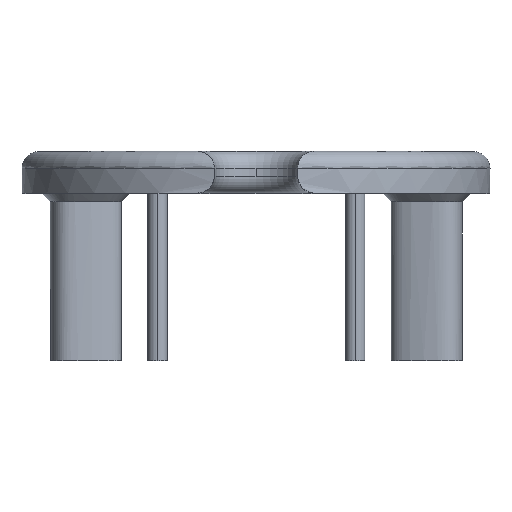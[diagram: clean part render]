
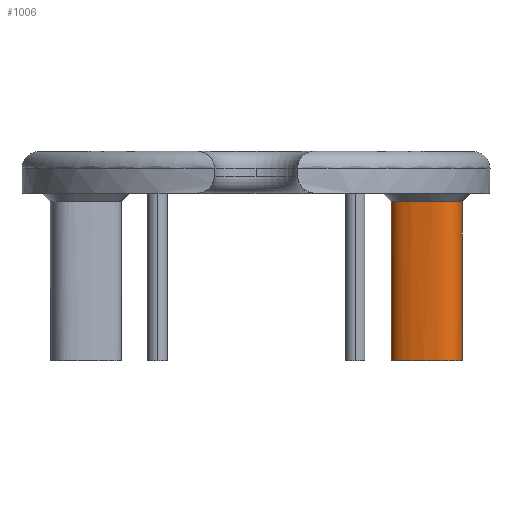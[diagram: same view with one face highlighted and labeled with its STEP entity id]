
A CAD part, top view. The second image highlights one B-rep face of the part: STEP entity #1006.
In plain terms, the highlighted free-form (B-spline) face has degree [3, 1] with [13, 2] control points.
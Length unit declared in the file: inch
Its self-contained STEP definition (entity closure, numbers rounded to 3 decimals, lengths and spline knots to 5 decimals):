
#13 = CARTESIAN_POINT ( 'NONE',  ( 1.23572, -0.05, -0.02218 ) ) ;
#93 = CARTESIAN_POINT ( 'NONE',  ( 1.12697, -0.05, 0.15526 ) ) ;
#104 = ORIENTED_EDGE ( 'NONE', *, *, #163, .F. ) ;
#146 = CARTESIAN_POINT ( 'NONE',  ( 0.8099, -1., -0.00437 ) ) ;
#163 = EDGE_CURVE ( 'NONE', #228, #815, #2799, .T. ) ;
#194 = CARTESIAN_POINT ( 'NONE',  ( 0.81033, -0.05, 0.01966 ) ) ;
#228 = VERTEX_POINT ( 'NONE', #146 ) ;
#278 = CARTESIAN_POINT ( 'NONE',  ( 1.23638, -0.05, 0.01999 ) ) ;
#335 = CARTESIAN_POINT ( 'NONE',  ( 0.84447, -0.05, 0.07642 ) ) ;
#339 = CARTESIAN_POINT ( 'NONE',  ( 0.84447, -1., 0.07642 ) ) ;
#357 = CARTESIAN_POINT ( 'NONE',  ( 0.99865, -0.05, 0.13662 ) ) ;
#368 = EDGE_CURVE ( 'NONE', #387, #1119, #3645, .T. ) ;
#387 = VERTEX_POINT ( 'NONE', #2437 ) ;
#420 = CARTESIAN_POINT ( 'NONE',  ( 0.99865, -1., 0.13662 ) ) ;
#546 = FACE_OUTER_BOUND ( 'NONE', #1134, .T. ) ;
#563 = CARTESIAN_POINT ( 'NONE',  ( 1.23572, -1., -0.02218 ) ) ;
#580 = CARTESIAN_POINT ( 'NONE',  ( 1.21991, -0.05, 0.07916 ) ) ;
#641 = CARTESIAN_POINT ( 'NONE',  ( 1.18737, -0.05, 0.12412 ) ) ;
#646 = EDGE_CURVE ( 'NONE', #387, #228, #3382, .T. ) ;
#658 = CARTESIAN_POINT ( 'NONE',  ( 0.8099, -1., -0.00437 ) ) ;
#713 = B_SPLINE_CURVE_WITH_KNOTS ( 'NONE', 3,
 ( #1841, #2989, #1556, #1317, #641, #2952, #357, #1518, #1239, #1336, #194, #1391, #3398 ),
 .UNSPECIFIED., .F., .F.,
 ( 4, 1, 1, 1, 1, 1, 1, 1, 1, 1, 4 ),
 ( 0.51725, 0.53125, 0.5625, 0.59375, 0.625, 0.6875, 0.75, 0.8125, 0.875, 0.9375, 1. ),
 .UNSPECIFIED. ) ;
#733 = CARTESIAN_POINT ( 'NONE',  ( 0.8099, -1., -0.00437 ) ) ;
#754 = CARTESIAN_POINT ( 'NONE',  ( 1.23246, -1., -0.04217 ) ) ;
#815 = VERTEX_POINT ( 'NONE', #1574 ) ;
#875 = B_SPLINE_CURVE_WITH_KNOTS ( 'NONE', 3,
 ( #2292, #2040, #2597, #3444 ),
 .UNSPECIFIED., .F., .F.,
 ( 4, 4 ),
 ( 0.5, 0.51725 ),
 .UNSPECIFIED. ) ;
#932 = CARTESIAN_POINT ( 'NONE',  ( 0.81893, -1., 0.04624 ) ) ;
#937 = CARTESIAN_POINT ( 'NONE',  ( 1.23638, -1., 0.01999 ) ) ;
#992 = CARTESIAN_POINT ( 'NONE',  ( 1.21991, -1., 0.07916 ) ) ;
#1006 = ADVANCED_FACE ( 'NONE', ( #546 ), #2831, .F. ) ;
#1119 = VERTEX_POINT ( 'NONE', #1516 ) ;
#1134 = EDGE_LOOP ( 'NONE', ( #1432, #3001, #2853, #2629, #104 ) ) ;
#1197 = CARTESIAN_POINT ( 'NONE',  ( 0.81005, -0.05, 0.00347 ) ) ;
#1236 = CARTESIAN_POINT ( 'NONE',  ( 0.81005, -1., 0.00347 ) ) ;
#1239 = CARTESIAN_POINT ( 'NONE',  ( 0.84447, -0.05, 0.07642 ) ) ;
#1259 = CARTESIAN_POINT ( 'NONE',  ( 1.23246, -1., -0.04217 ) ) ;
#1270 = CARTESIAN_POINT ( 'NONE',  ( 1.12697, -1., 0.15526 ) ) ;
#1317 = CARTESIAN_POINT ( 'NONE',  ( 1.21991, -0.05, 0.07916 ) ) ;
#1336 = CARTESIAN_POINT ( 'NONE',  ( 0.81893, -0.05, 0.04624 ) ) ;
#1391 = CARTESIAN_POINT ( 'NONE',  ( 0.81005, -0.05, 0.00347 ) ) ;
#1432 = ORIENTED_EDGE ( 'NONE', *, *, #646, .F. ) ;
#1497 = CARTESIAN_POINT ( 'NONE',  ( 0.81033, -1., 0.01966 ) ) ;
#1516 = CARTESIAN_POINT ( 'NONE',  ( 1.23246, -0.05, -0.04217 ) ) ;
#1518 = CARTESIAN_POINT ( 'NONE',  ( 0.90141, -0.05, 0.10875 ) ) ;
#1520 = CARTESIAN_POINT ( 'NONE',  ( 0.8099, -1., -0.00437 ) ) ;
#1536 = CARTESIAN_POINT ( 'NONE',  ( 0.99865, -1., 0.13662 ) ) ;
#1554 = CARTESIAN_POINT ( 'NONE',  ( 0.8099, -0.05, -0.00437 ) ) ;
#1556 = CARTESIAN_POINT ( 'NONE',  ( 1.23335, -0.05, 0.03088 ) ) ;
#1574 = CARTESIAN_POINT ( 'NONE',  ( 0.8099, -0.05, -0.00437 ) ) ;
#1620 = DIRECTION ( 'NONE',  ( 0., 1., 0. ) ) ;
#1703 = CARTESIAN_POINT ( 'NONE',  ( 1.23246, -1., -0.04217 ) ) ;
#1722 = CARTESIAN_POINT ( 'NONE',  ( 1.23638, -1., 0.01999 ) ) ;
#1750 = EDGE_CURVE ( 'NONE', #2574, #815, #713, .T. ) ;
#1781 = CARTESIAN_POINT ( 'NONE',  ( 0.84447, -1., 0.07642 ) ) ;
#1803 = CARTESIAN_POINT ( 'NONE',  ( 1.18737, -0.05, 0.12412 ) ) ;
#1841 = CARTESIAN_POINT ( 'NONE',  ( 1.23518, -0.05, -0.00837 ) ) ;
#1861 = CARTESIAN_POINT ( 'NONE',  ( 1.18737, -1., 0.12412 ) ) ;
#1959 = CARTESIAN_POINT ( 'NONE',  ( 1.23518, -0.05, -0.00837 ) ) ;
#2040 = CARTESIAN_POINT ( 'NONE',  ( 1.23426, -0.05, -0.03114 ) ) ;
#2086 = CARTESIAN_POINT ( 'NONE',  ( 0.81893, -1., 0.04624 ) ) ;
#2292 = CARTESIAN_POINT ( 'NONE',  ( 1.23246, -0.05, -0.04217 ) ) ;
#2372 = CARTESIAN_POINT ( 'NONE',  ( 1.12697, -1., 0.15526 ) ) ;
#2411 = CARTESIAN_POINT ( 'NONE',  ( 0.81005, -1., 0.00347 ) ) ;
#2425 = CARTESIAN_POINT ( 'NONE',  ( 0.81033, -0.05, 0.01966 ) ) ;
#2437 = CARTESIAN_POINT ( 'NONE',  ( 1.23246, -1., -0.04217 ) ) ;
#2574 = VERTEX_POINT ( 'NONE', #1959 ) ;
#2597 = CARTESIAN_POINT ( 'NONE',  ( 1.23516, -0.05, -0.01977 ) ) ;
#2617 = CARTESIAN_POINT ( 'NONE',  ( 1.18737, -1., 0.12412 ) ) ;
#2629 = ORIENTED_EDGE ( 'NONE', *, *, #1750, .T. ) ;
#2799 = LINE ( 'NONE', #733, #3461 ) ;
#2831 = B_SPLINE_SURFACE_WITH_KNOTS ( 'NONE', 3, 1, ( 
 ( #1703, #3156 ),
 ( #563, #13 ),
 ( #1722, #278 ),
 ( #3175, #580 ),
 ( #2617, #1803 ),
 ( #1270, #93 ),
 ( #1536, #2931 ),
 ( #3233, #3006 ),
 ( #1781, #335 ),
 ( #932, #3254 ),
 ( #1497, #2425 ),
 ( #1236, #1197 ),
 ( #658, #1554 ) ),
 .UNSPECIFIED., .F., .F., .F.,
 ( 4, 1, 1, 1, 1, 1, 1, 1, 1, 1, 4 ),
 ( 2, 2 ),
 ( 0.5, 0.53125, 0.5625, 0.59375, 0.625, 0.6875, 0.75, 0.8125, 0.875, 0.9375, 1. ),
 ( 0., 1. ),
 .UNSPECIFIED. ) ;
#2853 = ORIENTED_EDGE ( 'NONE', *, *, #2938, .T. ) ;
#2931 = CARTESIAN_POINT ( 'NONE',  ( 0.99865, -0.05, 0.13662 ) ) ;
#2938 = EDGE_CURVE ( 'NONE', #1119, #2574, #875, .T. ) ;
#2952 = CARTESIAN_POINT ( 'NONE',  ( 1.12697, -0.05, 0.15526 ) ) ;
#2989 = CARTESIAN_POINT ( 'NONE',  ( 1.2352, -0.05, 0.00089 ) ) ;
#3001 = ORIENTED_EDGE ( 'NONE', *, *, #368, .T. ) ;
#3006 = CARTESIAN_POINT ( 'NONE',  ( 0.90141, -0.05, 0.10875 ) ) ;
#3057 = DIRECTION ( 'NONE',  ( 0., 1., 0. ) ) ;
#3156 = CARTESIAN_POINT ( 'NONE',  ( 1.23246, -0.05, -0.04217 ) ) ;
#3175 = CARTESIAN_POINT ( 'NONE',  ( 1.21991, -1., 0.07916 ) ) ;
#3233 = CARTESIAN_POINT ( 'NONE',  ( 0.90141, -1., 0.10875 ) ) ;
#3254 = CARTESIAN_POINT ( 'NONE',  ( 0.81893, -0.05, 0.04624 ) ) ;
#3278 = CARTESIAN_POINT ( 'NONE',  ( 0.81033, -1., 0.01966 ) ) ;
#3382 = B_SPLINE_CURVE_WITH_KNOTS ( 'NONE', 3,
 ( #1259, #3584, #937, #992, #1861, #2372, #420, #3524, #339, #2086, #3278, #2411, #1520 ),
 .UNSPECIFIED., .F., .F.,
 ( 4, 1, 1, 1, 1, 1, 1, 1, 1, 1, 4 ),
 ( 0.5, 0.53125, 0.5625, 0.59375, 0.625, 0.6875, 0.75, 0.8125, 0.875, 0.9375, 1. ),
 .UNSPECIFIED. ) ;
#3398 = CARTESIAN_POINT ( 'NONE',  ( 0.8099, -0.05, -0.00437 ) ) ;
#3444 = CARTESIAN_POINT ( 'NONE',  ( 1.23518, -0.05, -0.00837 ) ) ;
#3461 = VECTOR ( 'NONE', #3057, 39.37008 ) ;
#3524 = CARTESIAN_POINT ( 'NONE',  ( 0.90141, -1., 0.10875 ) ) ;
#3584 = CARTESIAN_POINT ( 'NONE',  ( 1.23572, -1., -0.02218 ) ) ;
#3645 = LINE ( 'NONE', #754, #3650 ) ;
#3650 = VECTOR ( 'NONE', #1620, 39.37008 ) ;
